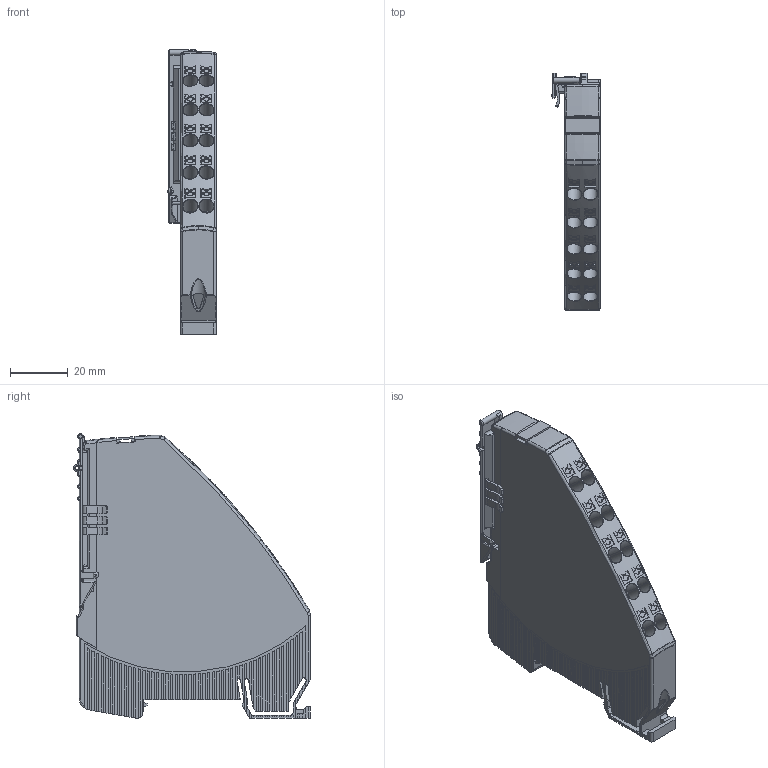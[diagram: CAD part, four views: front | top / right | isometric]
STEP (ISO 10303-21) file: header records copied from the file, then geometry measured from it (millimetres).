
FILE_DESCRIPTION (( 'STEP AP214' ), '1' );
FILE_NAME ('t-pm12-t0x-00-gnd_ik00.STEP', '2023-04-20T09:52:06', ( '' ), ( '' ), 'SwSTEP 2.0', 'SolidWorks 2021', '' );
FILE_SCHEMA (( 'AUTOMOTIVE_DESIGN' ));
Length unit declared in the file: inch
Products named in the file (1): t-pm12-t0x-00-gnd_ik00
Bounding box: 16.9 x 81.9 x 98.5 mm (x, y, z)
Volume: 69635.6 mm3; surface area: 24663.9 mm2
Topology: 2 solids, 2 shells, 1707 faces, 4753 edges, 3079 vertices
Faces by surface type: plane 1023, cylinder 454, bspline 133, torus 80, sphere 11, cone 6
Full cylindrical faces by diameter (mm): 1.3 x1, 4 x2, 4.1 x2
Entity records: 68211 total; most frequent: CARTESIAN_POINT 25998, ORIENTED_EDGE 9480, DIRECTION 7815, EDGE_CURVE 4740, LINE 3183, VECTOR 3183, VERTEX_POINT 3077, AXIS2_PLACEMENT_3D 2316
